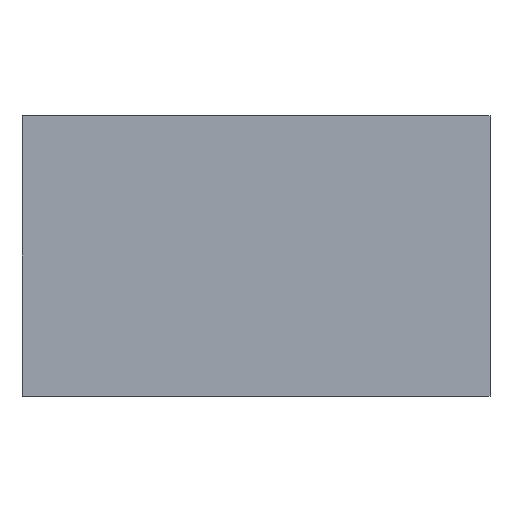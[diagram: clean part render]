
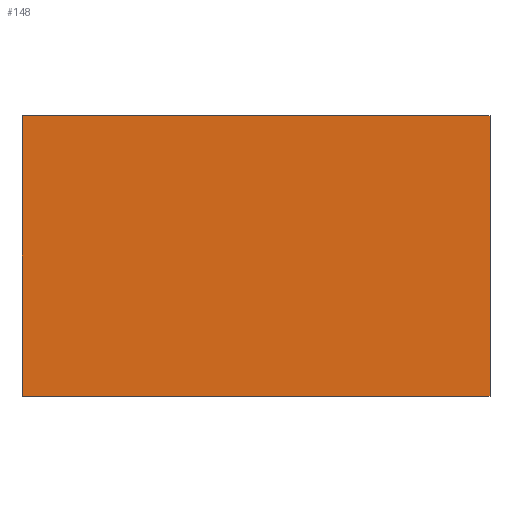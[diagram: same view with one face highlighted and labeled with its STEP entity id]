
A CAD part, front view. The second image highlights one B-rep face of the part: STEP entity #148.
In plain terms, the highlighted planar face has unit normal (0, -1, 0).
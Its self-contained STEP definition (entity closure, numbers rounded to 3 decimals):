
#22=FACE_OUTER_BOUND('',#30,.T.);
#30=EDGE_LOOP('',(#129,#130,#131,#132));
#39=LINE('',#227,#57);
#43=LINE('',#234,#61);
#44=LINE('',#237,#62);
#47=LINE('',#242,#65);
#57=VECTOR('',#187,10.);
#61=VECTOR('',#193,10.);
#62=VECTOR('',#196,10.);
#65=VECTOR('',#201,10.);
#73=VERTEX_POINT('',#224);
#74=VERTEX_POINT('',#226);
#76=VERTEX_POINT('',#232);
#77=VERTEX_POINT('',#236);
#87=EDGE_CURVE('',#73,#74,#39,.T.);
#91=EDGE_CURVE('',#76,#73,#43,.T.);
#92=EDGE_CURVE('',#74,#77,#44,.T.);
#95=EDGE_CURVE('',#77,#76,#47,.T.);
#129=ORIENTED_EDGE('',*,*,#95,.F.);
#130=ORIENTED_EDGE('',*,*,#92,.F.);
#131=ORIENTED_EDGE('',*,*,#87,.F.);
#132=ORIENTED_EDGE('',*,*,#91,.F.);
#140=PLANE('',#170);
#148=ADVANCED_FACE('',(#22),#140,.F.);
#170=AXIS2_PLACEMENT_3D('',#245,#205,#206);
#187=DIRECTION('',(0.,0.,-1.));
#193=DIRECTION('',(1.,0.,0.));
#196=DIRECTION('',(-1.,0.,0.));
#201=DIRECTION('',(0.,0.,1.));
#205=DIRECTION('center_axis',(0.,1.,0.));
#206=DIRECTION('ref_axis',(1.,0.,0.));
#224=CARTESIAN_POINT('',(50.,0.,0.));
#226=CARTESIAN_POINT('',(50.,0.,-30.));
#227=CARTESIAN_POINT('',(50.,0.,0.));
#232=CARTESIAN_POINT('',(0.,0.,0.));
#234=CARTESIAN_POINT('',(0.,0.,0.));
#236=CARTESIAN_POINT('',(0.,0.,-30.));
#237=CARTESIAN_POINT('',(50.,0.,-30.));
#242=CARTESIAN_POINT('',(0.,0.,-30.));
#245=CARTESIAN_POINT('Origin',(25.,0.,-15.));
